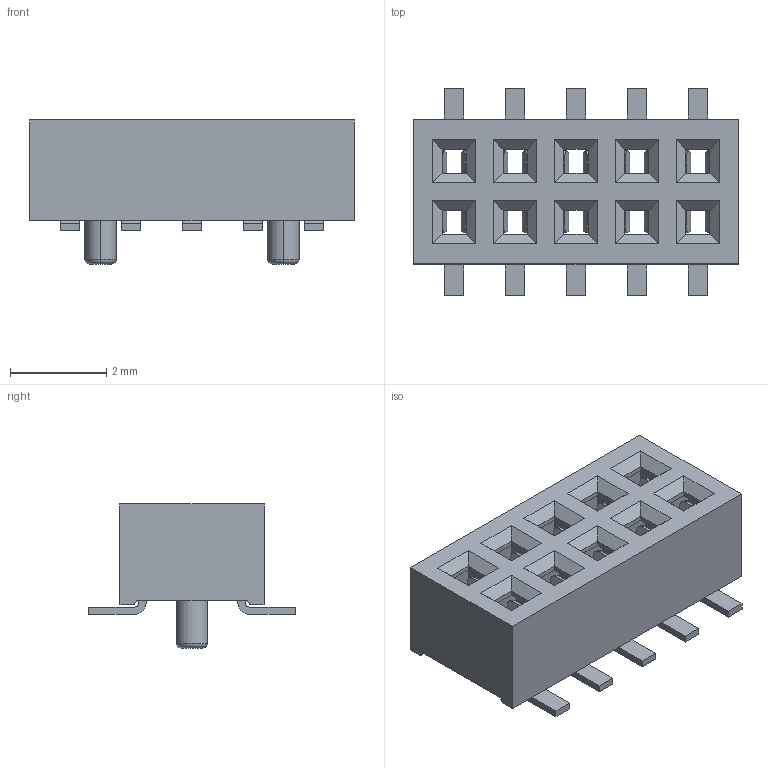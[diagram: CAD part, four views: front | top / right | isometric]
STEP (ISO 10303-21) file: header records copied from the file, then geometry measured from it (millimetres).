
FILE_DESCRIPTION(/* description */ (''),/* implementation_level */ '2;1');
FILE_NAME(/* name */ '6062-010-xx-10.stp',/* time_stamp */ '2025-06-04T09:23:53+08:00',/* author */ (''),/* organization */ (''),/* preprocessor_version */ 'ST-DEVELOPER v16',/* originating_system */ 'SIEMENS PLM Software NX 11.0',/* authorisation */ '');
FILE_SCHEMA (('AUTOMOTIVE_DESIGN { 1 0 10303 214 3 1 1 1 }'));
Length unit declared in the file: millimetre
Products named in the file (1): 6062-010-xx-10
Bounding box: 6.75 x 4.3 x 3 mm (x, y, z)
Volume: 31.3 mm3; surface area: 225.4 mm2
Topology: 11 solids, 11 shells, 1130 faces, 2918 edges, 1824 vertices
Faces by surface type: plane 602, cylinder 444, bspline 80, torus 4
Entity records: 35191 total; most frequent: CARTESIAN_POINT 8043, ORIENTED_EDGE 5836, DIRECTION 5336, EDGE_CURVE 2918, LINE 1962, VECTOR 1962, VERTEX_POINT 1824, AXIS2_PLACEMENT_3D 1687
